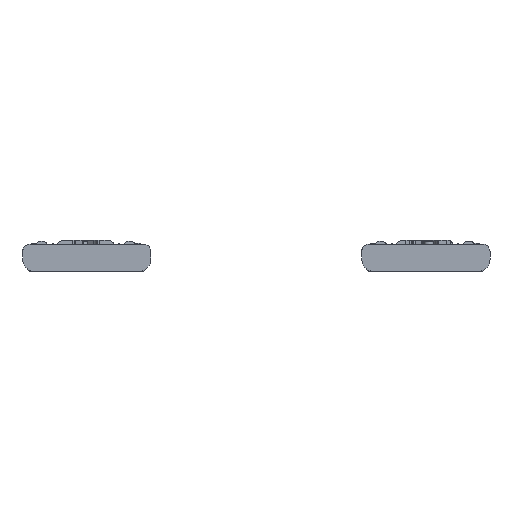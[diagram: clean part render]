
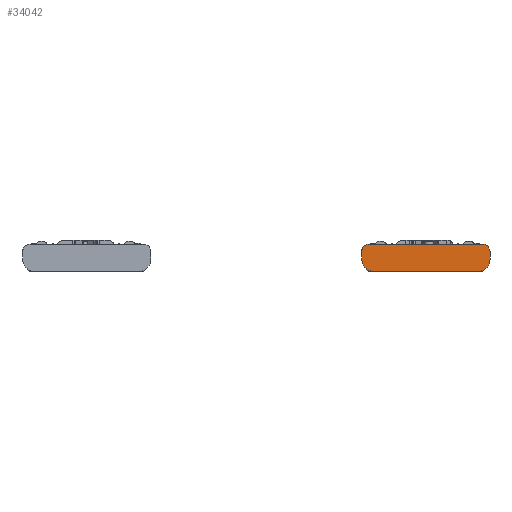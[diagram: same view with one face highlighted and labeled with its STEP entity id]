
A CAD part, left-side view. The second image highlights one B-rep face of the part: STEP entity #34042.
In plain terms, the highlighted planar face has unit normal (-1, 0, 0).
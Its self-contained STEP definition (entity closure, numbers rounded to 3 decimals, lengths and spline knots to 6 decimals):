
#2077=CIRCLE('',#38529,0.003);
#2078=CIRCLE('',#38530,0.003);
#2079=CIRCLE('',#38531,0.005);
#2080=CIRCLE('',#38532,0.005);
#3789=FACE_OUTER_BOUND('',#5607,.T.);
#5607=EDGE_LOOP('',(#24639,#24640,#24641,#24642,#24643,#24644,#24645,#24646));
#7792=LINE('',#60488,#11131);
#7793=LINE('',#60492,#11132);
#7794=LINE('',#60496,#11133);
#7795=LINE('',#60500,#11134);
#11131=VECTOR('',#43199,0.003);
#11132=VECTOR('',#43202,0.045);
#11133=VECTOR('',#43205,0.003);
#11134=VECTOR('',#43208,0.041);
#14513=VERTEX_POINT('',#60486);
#14514=VERTEX_POINT('',#60487);
#14515=VERTEX_POINT('',#60489);
#14516=VERTEX_POINT('',#60491);
#14517=VERTEX_POINT('',#60493);
#14518=VERTEX_POINT('',#60495);
#14519=VERTEX_POINT('',#60497);
#14520=VERTEX_POINT('',#60499);
#18333=EDGE_CURVE('',#14513,#14514,#7792,.T.);
#18334=EDGE_CURVE('',#14514,#14515,#2077,.T.);
#18335=EDGE_CURVE('',#14515,#14516,#7793,.T.);
#18336=EDGE_CURVE('',#14516,#14517,#2078,.T.);
#18337=EDGE_CURVE('',#14518,#14517,#7794,.T.);
#18338=EDGE_CURVE('',#14518,#14519,#2079,.T.);
#18339=EDGE_CURVE('',#14520,#14519,#7795,.T.);
#18340=EDGE_CURVE('',#14520,#14513,#2080,.T.);
#24639=ORIENTED_EDGE('',*,*,#18333,.T.);
#24640=ORIENTED_EDGE('',*,*,#18334,.T.);
#24641=ORIENTED_EDGE('',*,*,#18335,.T.);
#24642=ORIENTED_EDGE('',*,*,#18336,.T.);
#24643=ORIENTED_EDGE('',*,*,#18337,.F.);
#24644=ORIENTED_EDGE('',*,*,#18338,.T.);
#24645=ORIENTED_EDGE('',*,*,#18339,.F.);
#24646=ORIENTED_EDGE('',*,*,#18340,.T.);
#32816=PLANE('',#38528);
#34042=ADVANCED_FACE('',(#3789),#32816,.F.);
#38528=AXIS2_PLACEMENT_3D('',#60485,#43197,#43198);
#38529=AXIS2_PLACEMENT_3D('',#60490,#43200,#43201);
#38530=AXIS2_PLACEMENT_3D('',#60494,#43203,#43204);
#38531=AXIS2_PLACEMENT_3D('',#60498,#43206,#43207);
#38532=AXIS2_PLACEMENT_3D('',#60501,#43209,#43210);
#43197=DIRECTION('center_axis',(1.,0.,0.));
#43198=DIRECTION('ref_axis',(0.,0.,-1.));
#43199=DIRECTION('',(0.,0.,1.));
#43200=DIRECTION('center_axis',(-1.,0.,0.));
#43201=DIRECTION('ref_axis',(0.,0.,1.));
#43202=DIRECTION('',(0.,1.,0.));
#43203=DIRECTION('center_axis',(-1.,0.,0.));
#43204=DIRECTION('ref_axis',(0.,0.,-1.));
#43205=DIRECTION('',(0.,0.,1.));
#43206=DIRECTION('center_axis',(-1.,0.,0.));
#43207=DIRECTION('ref_axis',(0.,-1.,0.));
#43208=DIRECTION('',(0.,1.,0.));
#43209=DIRECTION('center_axis',(-1.,0.,0.));
#43210=DIRECTION('ref_axis',(0.,0.,-1.));
#60485=CARTESIAN_POINT('Origin',(2.388436,7.55476,-0.005098));
#60486=CARTESIAN_POINT('',(2.388436,7.55476,-0.000098));
#60487=CARTESIAN_POINT('',(2.388436,7.55476,0.002902));
#60488=CARTESIAN_POINT('',(2.388436,7.55476,-0.000098));
#60489=CARTESIAN_POINT('',(2.388436,7.55776,0.005902));
#60490=CARTESIAN_POINT('Origin',(2.388436,7.55776,0.002902));
#60491=CARTESIAN_POINT('',(2.388436,7.60276,0.005902));
#60492=CARTESIAN_POINT('',(2.388436,7.55776,0.005902));
#60493=CARTESIAN_POINT('',(2.388436,7.60576,0.002902));
#60494=CARTESIAN_POINT('Origin',(2.388436,7.60276,0.002902));
#60495=CARTESIAN_POINT('',(2.388436,7.60576,-0.000098));
#60496=CARTESIAN_POINT('',(2.388436,7.60576,-0.000098));
#60497=CARTESIAN_POINT('',(2.388436,7.60076,-0.005098));
#60498=CARTESIAN_POINT('Origin',(2.388436,7.60076,-0.000098));
#60499=CARTESIAN_POINT('',(2.388436,7.55976,-0.005098));
#60500=CARTESIAN_POINT('',(2.388436,7.55976,-0.005098));
#60501=CARTESIAN_POINT('Origin',(2.388436,7.55976,-0.000098));
